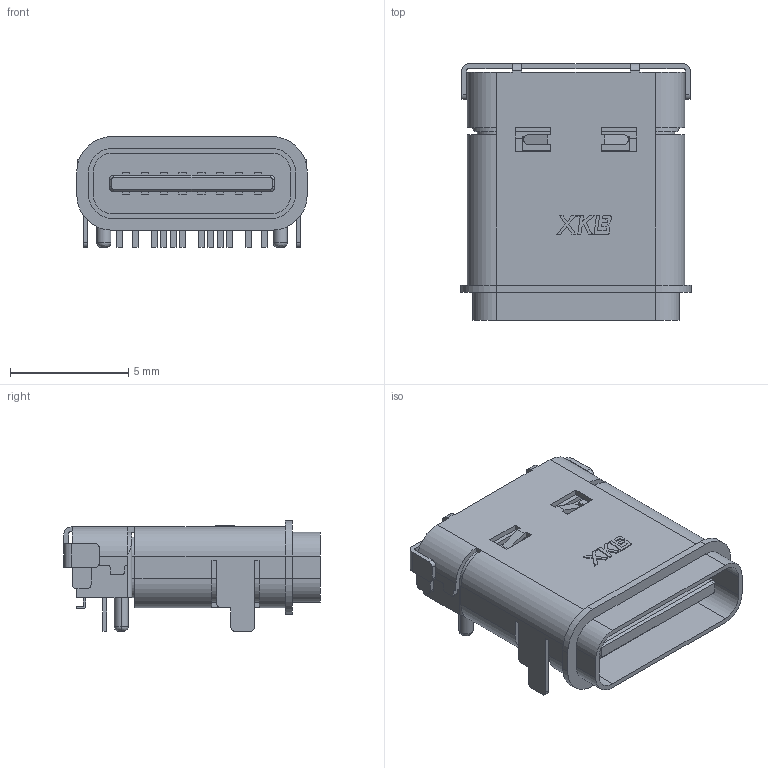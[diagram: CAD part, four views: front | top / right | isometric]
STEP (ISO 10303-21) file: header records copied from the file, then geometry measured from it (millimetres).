
FILE_DESCRIPTION((''),'2;1');
FILE_NAME('JACK-USBC-SMT-33141-2FS_ASM_ASM','2022-10-18T13:13:21',('jirenqiang'),(''),'CREO PARAMETRIC BY PTC INC, 2018050','CREO PARAMETRIC BY PTC INC, 2018050','');
FILE_SCHEMA(('CONFIG_CONTROL_DESIGN'));
Length unit declared in the file: millimetre
Products named in the file (5): COMPOUND-1342_1_1_1; COMPOUND-1342_2_1_1; COMPOUND-1342_3_1_1; JACK-USBC-SMT-33141-2FS_ASM_1_ASM; JACK-USBC-SMT-33141-2FS_ASM_ASM
Assembly tree (4 placements, depth 3):
  JACK-USBC-SMT-33141-2FS_ASM_ASM
    JACK-USBC-SMT-33141-2FS_ASM_1_ASM
      COMPOUND-1342_1_1_1
      COMPOUND-1342_2_1_1
      COMPOUND-1342_3_1_1
Bounding box: 9.74 x 10.83 x 4.69 mm (x, y, z)
Volume: 221.8 mm3; surface area: 1007.6 mm2
Topology: 3 solids, 3 shells, 541 faces, 1506 edges, 996 vertices
Faces by surface type: plane 439, cylinder 94, bspline 4, cone 4
Entity records: 17407 total; most frequent: CARTESIAN_POINT 3184, ORIENTED_EDGE 3012, DIRECTION 2802, EDGE_CURVE 1506, VECTOR 1302, LINE 1302, VERTEX_POINT 996, AXIS2_PLACEMENT_3D 750
